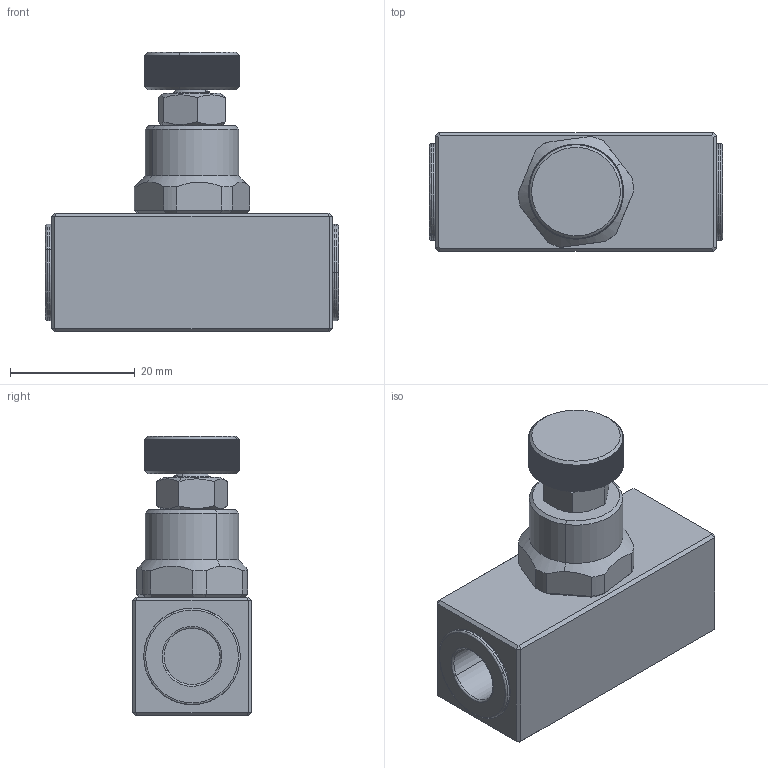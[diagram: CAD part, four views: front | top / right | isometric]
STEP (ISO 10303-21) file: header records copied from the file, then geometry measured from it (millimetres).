
FILE_DESCRIPTION (( 'STEP AP214' ), '1' );
FILE_NAME ('CFCV-02油压流量阀三维图.STEP', '2019-04-12T03:38:01', ( '' ), ( '' ), 'SwSTEP 2.0', 'SolidWorks 2016', '' );
FILE_SCHEMA (( 'AUTOMOTIVE_DESIGN' ));
Length unit declared in the file: millimetre
Products named in the file (7): 幗豪梟2; hex nuts, style 1-grades ab gb_GB_FASTENER_NUT_SNAB1 M6-S; 蹟裝2; 覃誹裝; 4-1黑芛; 概极2; CFCV-02油压流量阀三维图
Assembly tree (7 placements, depth 2):
  CFCV-02油压流量阀三维图
    概极2
    4-1黑芛  x2
    覃誹裝
    蹟裝2
    hex nuts, style 1-grades ab gb_GB_FASTENER_NUT_SNAB1 M6-S
    幗豪梟2
Bounding box: 47 x 19 x 44.8 mm (x, y, z)
Volume: 18138.5 mm3; surface area: 10997.7 mm2
Topology: 7 solids, 7 shells, 2588 faces, 6346 edges, 3788 vertices
Faces by surface type: plane 1756, cylinder 715, cone 83, bspline 34
Entity records: 78859 total; most frequent: CARTESIAN_POINT 17370, DIRECTION 13297, ORIENTED_EDGE 12624, EDGE_CURVE 6312, AXIS2_PLACEMENT_3D 4592, VECTOR 4113, LINE 4113, VERTEX_POINT 3768
